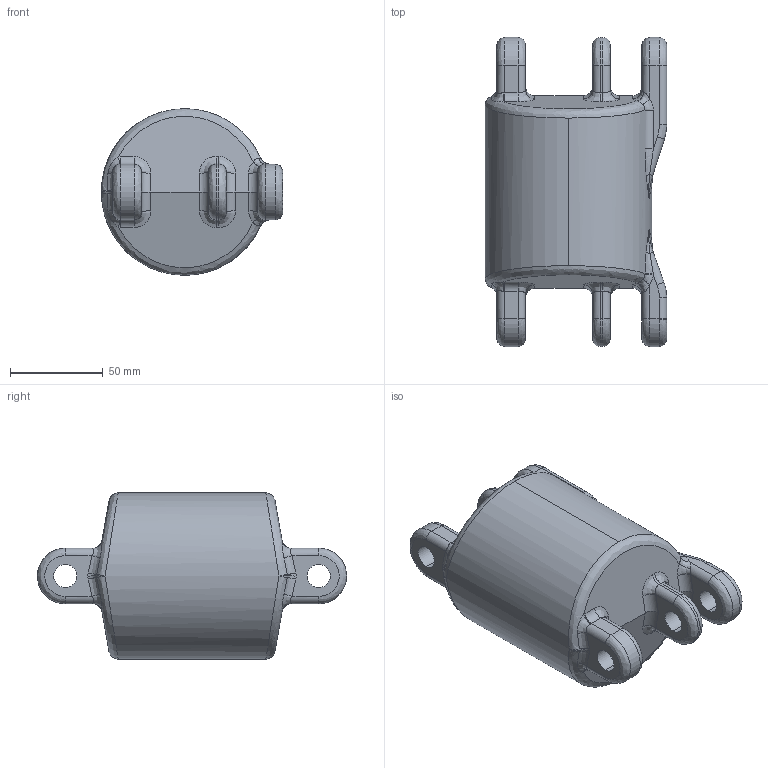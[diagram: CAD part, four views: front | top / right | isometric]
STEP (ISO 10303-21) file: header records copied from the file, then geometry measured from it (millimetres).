
FILE_DESCRIPTION (( 'STEP AP214' ), '1' );
FILE_NAME ('Z100416_Gunnebo.step', '2019-03-11T17:46:27', ( '' ), ( '' ), 'SwSTEP 2.0', 'SolidWorks 2010', '' );
FILE_SCHEMA (( 'AUTOMOTIVE_DESIGN' ));
Length unit declared in the file: millimetre
Products named in the file (1): Z100416_Gunnebo
Bounding box: 98 x 167 x 90 mm (x, y, z)
Volume: 684638.9 mm3; surface area: 53873 mm2
Topology: 1 solids, 1 shells, 198 faces, 454 edges, 258 vertices
Faces by surface type: bspline 84, cylinder 84, plane 30
Entity records: 12405 total; most frequent: CARTESIAN_POINT 8760, ORIENTED_EDGE 908, DIRECTION 506, EDGE_CURVE 454, VERTEX_POINT 258, B_SPLINE_CURVE_WITH_KNOTS 240, EDGE_LOOP 210, ADVANCED_FACE 198
